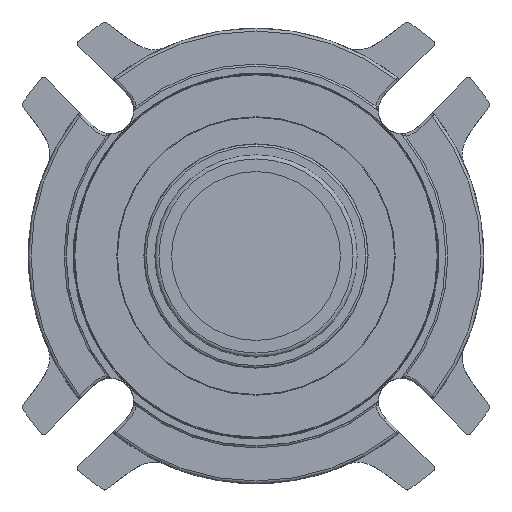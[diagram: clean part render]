
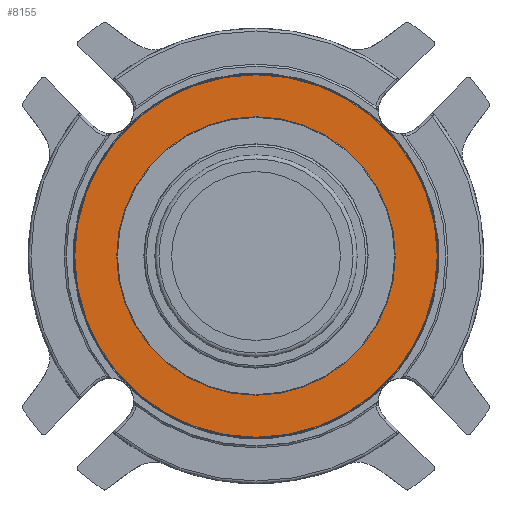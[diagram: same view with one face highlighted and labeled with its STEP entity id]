
A CAD part, front view. The second image highlights one B-rep face of the part: STEP entity #8155.
In plain terms, the highlighted planar face has unit normal (0, -1, 0).
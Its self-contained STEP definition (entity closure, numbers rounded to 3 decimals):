
#1388=PLANE('',#8706);
#1533=ORIENTED_EDGE('',*,*,#4083,.T.);
#1534=ORIENTED_EDGE('',*,*,#4082,.T.);
#4082=EDGE_CURVE('',#5357,#5357,#6152,.T.);
#4083=EDGE_CURVE('',#5358,#5358,#6153,.F.);
#5357=VERTEX_POINT('',#12427);
#5358=VERTEX_POINT('',#12430);
#6152=CIRCLE('',#8705,68.194);
#6153=CIRCLE('',#8707,52.388);
#6728=EDGE_LOOP('',(#1533));
#6729=EDGE_LOOP('',(#1534));
#7344=FACE_BOUND('',#6728,.T.);
#7345=FACE_BOUND('',#6729,.T.);
#8155=ADVANCED_FACE('',(#7344,#7345),#1388,.T.);
#8705=AXIS2_PLACEMENT_3D('',#12426,#9791,#9792);
#8706=AXIS2_PLACEMENT_3D('',#12428,#9793,#9794);
#8707=AXIS2_PLACEMENT_3D('',#12429,#9795,#9796);
#9791=DIRECTION('',(0.,-1.,0.));
#9792=DIRECTION('',(0.,0.,1.));
#9793=DIRECTION('',(0.,-1.,0.));
#9794=DIRECTION('',(0.,0.,1.));
#9795=DIRECTION('',(0.,-1.,0.));
#9796=DIRECTION('',(0.,0.,-1.));
#12426=CARTESIAN_POINT('',(0.,5.157,0.));
#12427=CARTESIAN_POINT('',(0.,5.157,68.194));
#12428=CARTESIAN_POINT('',(0.,5.157,58.679));
#12429=CARTESIAN_POINT('',(0.,5.157,0.));
#12430=CARTESIAN_POINT('',(0.,5.157,-52.388));
